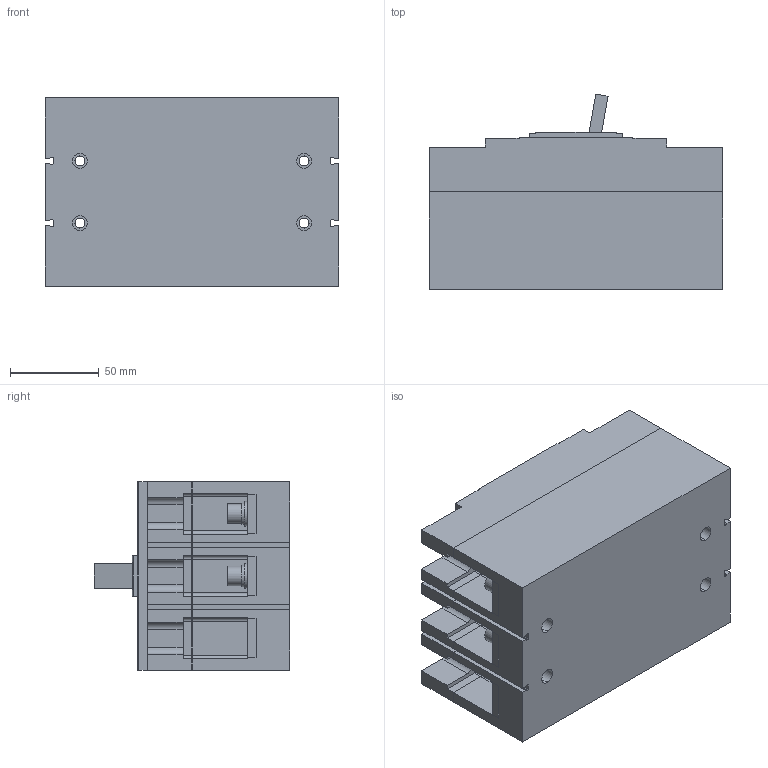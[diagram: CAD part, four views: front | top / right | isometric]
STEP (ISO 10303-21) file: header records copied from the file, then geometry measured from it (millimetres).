
FILE_DESCRIPTION (( 'STEP AP214' ), '1' );
FILE_NAME ('ﾂﾀ-99ﾌ-mccb99-250-125m-(160m-200m-225m-250m).STEP', '2020-12-01T15:03:36', ( '' ), ( '' ), 'SwSTEP 2.0', 'SolidWorks 2019', '' );
FILE_SCHEMA (( 'AUTOMOTIVE_DESIGN' ));
Length unit declared in the file: millimetre
Products named in the file (1): ﾂﾀ-99ﾌ-mccb99-250-125m-(160m-200m-225m-250m)
Bounding box: 165.2 x 110 x 106 mm (x, y, z)
Volume: 1281704 mm3; surface area: 146433.6 mm2
Topology: 8 solids, 8 shells, 576 faces, 1593 edges, 1089 vertices
Faces by surface type: plane 379, cylinder 157, bspline 40
Entity records: 24043 total; most frequent: CARTESIAN_POINT 8145, ORIENTED_EDGE 3186, DIRECTION 2861, EDGE_CURVE 1593, VERTEX_POINT 1089, LINE 1083, VECTOR 1083, AXIS2_PLACEMENT_3D 889
